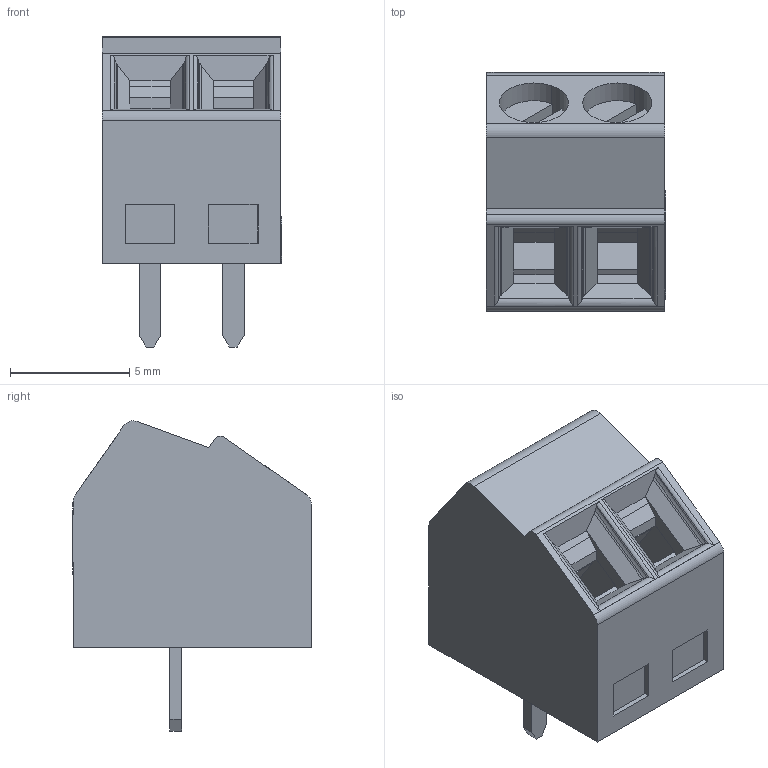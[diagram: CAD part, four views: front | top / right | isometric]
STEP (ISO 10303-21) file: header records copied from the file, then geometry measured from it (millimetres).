
FILE_DESCRIPTION(('STEP AP242'),'1');
FILE_NAME('1751099.stp','2024-04-05T15:14:18',('TraceParts'),('TraceParts S.A.'),'Spatial InterOp 3D',' ',' ');
FILE_SCHEMA(('AP242_MANAGED_MODEL_BASED_3D_ENGINEERING_MIM_LF {1 0 10303 442 1 1 4}'));
Length unit declared in the file: millimetre
Products named in the file (1): 1751099_1
Bounding box: 7.53 x 10.03 x 13.03 mm (x, y, z)
Volume: 528.9 mm3; surface area: 1055.7 mm2
Topology: 7 solids, 7 shells, 497 faces, 1367 edges, 906 vertices
Faces by surface type: plane 416, cylinder 62, extrusion 19
Entity records: 20764 total; most frequent: CARTESIAN_POINT 3582, ORIENTED_EDGE 2734, DIRECTION 2426, EDGE_CURVE 1367, VECTOR 1200, LINE 1181, VERTEX_POINT 906, AXIS2_PLACEMENT_3D 613
